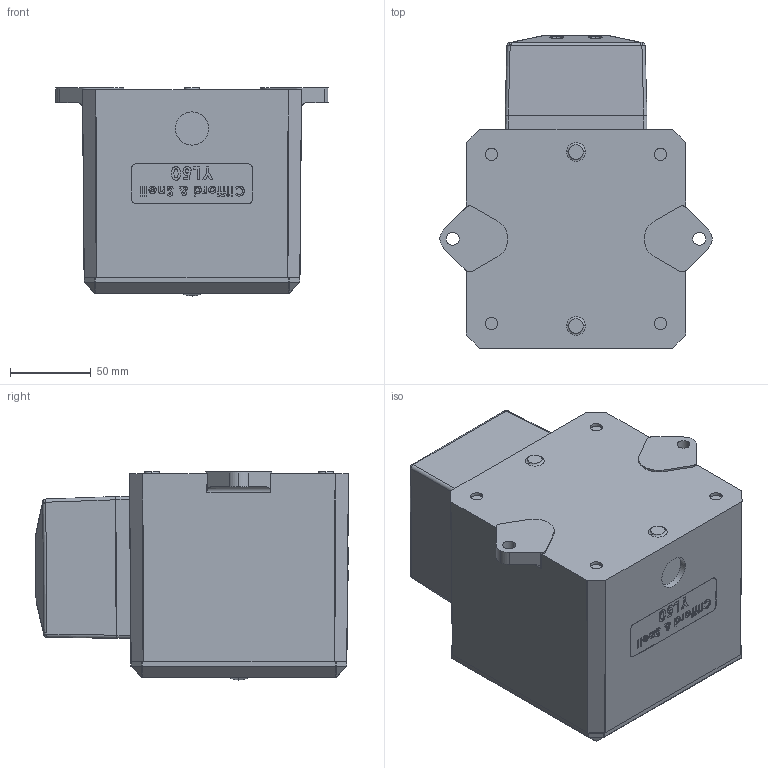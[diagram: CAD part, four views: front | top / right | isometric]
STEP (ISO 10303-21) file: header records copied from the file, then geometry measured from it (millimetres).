
FILE_DESCRIPTION (( 'STEP AP214' ), '1' );
FILE_NAME ('YL50.STEP', '2021-05-19T09:49:00', ( '' ), ( '' ), 'SwSTEP 2.0', 'SolidWorks 2021', '' );
FILE_SCHEMA (( 'AUTOMOTIVE_DESIGN' ));
Length unit declared in the file: millimetre
Products named in the file (1): YL50
Bounding box: 168.97 x 194.3 x 129.11 mm (x, y, z)
Volume: 2444254.8 mm3; surface area: 186554.2 mm2
Topology: 27 solids, 27 shells, 737 faces, 1797 edges, 1141 vertices
Faces by surface type: plane 348, cylinder 138, bspline 125, cone 78, sphere 26, torus 22
Entity records: 35521 total; most frequent: CARTESIAN_POINT 11039, ORIENTED_EDGE 3578, DIRECTION 2961, EDGE_CURVE 1789, VERTEX_POINT 1141, AXIS2_PLACEMENT_3D 987, LINE 987, VECTOR 987
